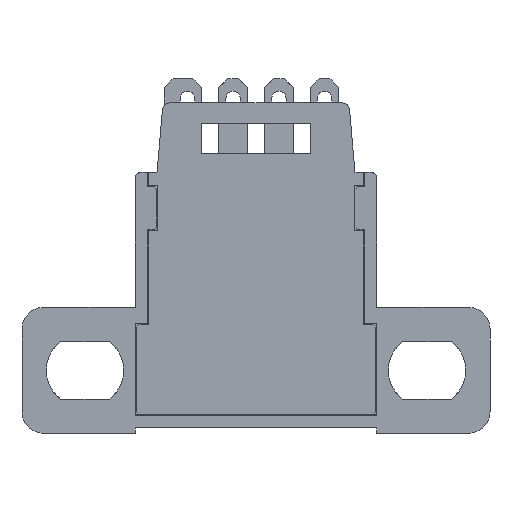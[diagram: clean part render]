
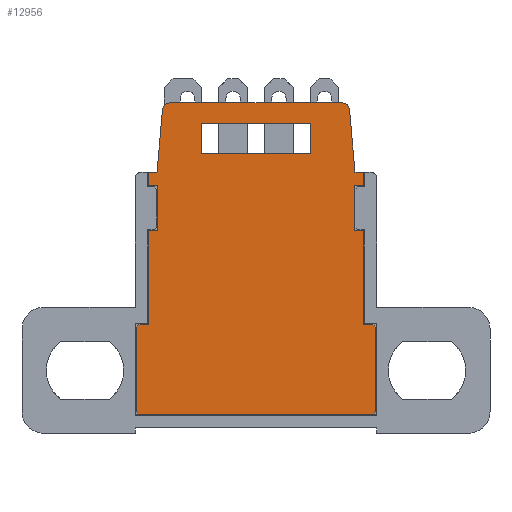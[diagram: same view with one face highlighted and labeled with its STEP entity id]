
A CAD part, front view. The second image highlights one B-rep face of the part: STEP entity #12956.
In plain terms, the highlighted planar face has unit normal (0, -1, 0).
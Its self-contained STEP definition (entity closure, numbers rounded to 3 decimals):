
#11903=CARTESIAN_POINT('',(4.797,-12.6,14.45));
#11904=DIRECTION('',(0.,1.,0.));
#11905=DIRECTION('',(0.,0.,1.));
#11906=AXIS2_PLACEMENT_3D('',#11903,#11904,#11905);
#11908=DIRECTION('',(0.087,0.,-0.996));
#11909=VECTOR('',#11908,3.498);
#11910=CARTESIAN_POINT('',(5.195,-12.6,14.485));
#11911=LINE('',#11910,#11909);
#11912=DIRECTION('',(0.707,0.,-0.707));
#11913=VECTOR('',#11912,0.212);
#11914=CARTESIAN_POINT('',(6.5,-12.6,2.55));
#11915=LINE('',#11914,#11913);
#11916=DIRECTION('',(-0.707,0.,-0.707));
#11917=VECTOR('',#11916,0.212);
#11918=CARTESIAN_POINT('',(6.65,-12.6,-2.29));
#11919=LINE('',#11918,#11917);
#11920=DIRECTION('',(-0.707,0.,0.707));
#11921=VECTOR('',#11920,0.212);
#11922=CARTESIAN_POINT('',(-6.5,-12.6,-2.44));
#11923=LINE('',#11922,#11921);
#11924=DIRECTION('',(0.707,0.,0.707));
#11925=VECTOR('',#11924,0.212);
#11926=CARTESIAN_POINT('',(-6.65,-12.6,2.4));
#11927=LINE('',#11926,#11925);
#11928=DIRECTION('',(0.087,0.,0.996));
#11929=VECTOR('',#11928,3.498);
#11930=CARTESIAN_POINT('',(-5.5,-12.6,11.));
#11931=LINE('',#11930,#11929);
#11932=CARTESIAN_POINT('',(-4.797,-12.6,14.45));
#11933=DIRECTION('',(0.,1.,0.));
#11934=DIRECTION('',(-0.996,0.,0.087));
#11935=AXIS2_PLACEMENT_3D('',#11932,#11933,#11934);
#11959=DIRECTION('',(-1.,0.,0.));
#11960=VECTOR('',#11959,9.593);
#11961=CARTESIAN_POINT('',(4.797,-12.6,14.85));
#11962=LINE('',#11961,#11960);
#11983=DIRECTION('',(-1.,0.,0.));
#11984=VECTOR('',#11983,0.47);
#11985=CARTESIAN_POINT('',(5.97,-12.6,11.));
#11986=LINE('',#11985,#11984);
#11991=DIRECTION('',(-1.,0.,0.));
#11992=VECTOR('',#11991,0.47);
#11993=CARTESIAN_POINT('',(-5.5,-12.6,11.));
#11994=LINE('',#11993,#11992);
#12011=DIRECTION('',(1.,0.,0.));
#12012=VECTOR('',#12011,0.52);
#12013=CARTESIAN_POINT('',(5.45,-12.6,10.25));
#12014=LINE('',#12013,#12012);
#12023=DIRECTION('',(1.,0.,0.));
#12024=VECTOR('',#12023,0.52);
#12025=CARTESIAN_POINT('',(-5.97,-12.6,10.25));
#12026=LINE('',#12025,#12024);
#12119=DIRECTION('',(0.,0.,1.));
#12120=VECTOR('',#12119,4.69);
#12121=CARTESIAN_POINT('',(6.65,-12.6,-2.29));
#12122=LINE('',#12121,#12120);
#12135=DIRECTION('',(-1.,0.,0.));
#12136=VECTOR('',#12135,0.53);
#12137=CARTESIAN_POINT('',(6.5,-12.6,2.55));
#12138=LINE('',#12137,#12136);
#12143=DIRECTION('',(0.,0.,1.));
#12144=VECTOR('',#12143,5.2);
#12145=CARTESIAN_POINT('',(5.97,-12.6,2.55));
#12146=LINE('',#12145,#12144);
#12163=DIRECTION('',(-1.,0.,0.));
#12164=VECTOR('',#12163,0.52);
#12165=CARTESIAN_POINT('',(5.97,-12.6,7.75));
#12166=LINE('',#12165,#12164);
#12251=DIRECTION('',(0.,0.,1.));
#12252=VECTOR('',#12251,2.5);
#12253=CARTESIAN_POINT('',(5.45,-12.6,7.75));
#12254=LINE('',#12253,#12252);
#12275=DIRECTION('',(1.,0.,0.));
#12276=VECTOR('',#12275,13.);
#12277=CARTESIAN_POINT('',(-6.5,-12.6,-2.44));
#12278=LINE('',#12277,#12276);
#12339=DIRECTION('',(0.,0.,-1.));
#12340=VECTOR('',#12339,4.69);
#12341=CARTESIAN_POINT('',(-6.65,-12.6,2.4));
#12342=LINE('',#12341,#12340);
#12363=DIRECTION('',(-1.,0.,0.));
#12364=VECTOR('',#12363,0.53);
#12365=CARTESIAN_POINT('',(-5.97,-12.6,2.55));
#12366=LINE('',#12365,#12364);
#12367=DIRECTION('',(0.,0.,-1.));
#12368=VECTOR('',#12367,5.2);
#12369=CARTESIAN_POINT('',(-5.97,-12.6,7.75));
#12370=LINE('',#12369,#12368);
#12379=DIRECTION('',(-1.,0.,0.));
#12380=VECTOR('',#12379,0.52);
#12381=CARTESIAN_POINT('',(-5.45,-12.6,7.75));
#12382=LINE('',#12381,#12380);
#12431=DIRECTION('',(0.,0.,-1.));
#12432=VECTOR('',#12431,2.5);
#12433=CARTESIAN_POINT('',(-5.45,-12.6,10.25));
#12434=LINE('',#12433,#12432);
#12535=DIRECTION('',(0.,0.,1.));
#12536=VECTOR('',#12535,0.75);
#12537=CARTESIAN_POINT('',(5.97,-12.6,10.25));
#12538=LINE('',#12537,#12536);
#12567=DIRECTION('',(0.,0.,-1.));
#12568=VECTOR('',#12567,0.75);
#12569=CARTESIAN_POINT('',(-5.97,-12.6,11.));
#12570=LINE('',#12569,#12568);
#12603=DIRECTION('',(-1.,0.,0.));
#12604=VECTOR('',#12603,6.1);
#12605=CARTESIAN_POINT('',(3.05,-12.6,12.05));
#12606=LINE('',#12605,#12604);
#12611=DIRECTION('',(0.,0.,1.));
#12612=VECTOR('',#12611,1.65);
#12613=CARTESIAN_POINT('',(-3.05,-12.6,12.05));
#12614=LINE('',#12613,#12612);
#12623=DIRECTION('',(1.,0.,0.));
#12624=VECTOR('',#12623,6.1);
#12625=CARTESIAN_POINT('',(-3.05,-12.6,13.7));
#12626=LINE('',#12625,#12624);
#12635=DIRECTION('',(0.,0.,-1.));
#12636=VECTOR('',#12635,1.65);
#12637=CARTESIAN_POINT('',(3.05,-12.6,13.7));
#12638=LINE('',#12637,#12636);
#12651=CARTESIAN_POINT('',(4.797,-12.6,14.85));
#12652=CARTESIAN_POINT('',(5.195,-12.6,14.485));
#12653=VERTEX_POINT('',#12651);
#12654=VERTEX_POINT('',#12652);
#12655=CARTESIAN_POINT('',(5.5,-12.6,11.));
#12656=VERTEX_POINT('',#12655);
#12657=CARTESIAN_POINT('',(6.5,-12.6,2.55));
#12658=CARTESIAN_POINT('',(6.65,-12.6,2.4));
#12659=VERTEX_POINT('',#12657);
#12660=VERTEX_POINT('',#12658);
#12661=CARTESIAN_POINT('',(6.65,-12.6,-2.29));
#12662=CARTESIAN_POINT('',(6.5,-12.6,-2.44));
#12663=VERTEX_POINT('',#12661);
#12664=VERTEX_POINT('',#12662);
#12665=CARTESIAN_POINT('',(-6.5,-12.6,-2.44));
#12666=CARTESIAN_POINT('',(-6.65,-12.6,-2.29));
#12667=VERTEX_POINT('',#12665);
#12668=VERTEX_POINT('',#12666);
#12669=CARTESIAN_POINT('',(-6.65,-12.6,2.4));
#12670=CARTESIAN_POINT('',(-6.5,-12.6,2.55));
#12671=VERTEX_POINT('',#12669);
#12672=VERTEX_POINT('',#12670);
#12673=CARTESIAN_POINT('',(-5.5,-12.6,11.));
#12674=CARTESIAN_POINT('',(-5.195,-12.6,14.485));
#12675=VERTEX_POINT('',#12673);
#12676=VERTEX_POINT('',#12674);
#12677=CARTESIAN_POINT('',(-4.797,-12.6,14.85));
#12678=VERTEX_POINT('',#12677);
#12693=CARTESIAN_POINT('',(5.97,-12.6,11.));
#12694=VERTEX_POINT('',#12693);
#12697=CARTESIAN_POINT('',(-5.97,-12.6,11.));
#12698=VERTEX_POINT('',#12697);
#12715=CARTESIAN_POINT('',(5.45,-12.6,10.25));
#12716=CARTESIAN_POINT('',(5.97,-12.6,10.25));
#12717=VERTEX_POINT('',#12715);
#12718=VERTEX_POINT('',#12716);
#12727=CARTESIAN_POINT('',(-5.97,-12.6,10.25));
#12728=CARTESIAN_POINT('',(-5.45,-12.6,10.25));
#12729=VERTEX_POINT('',#12727);
#12730=VERTEX_POINT('',#12728);
#12783=CARTESIAN_POINT('',(5.97,-12.6,2.55));
#12784=VERTEX_POINT('',#12783);
#12787=CARTESIAN_POINT('',(5.97,-12.6,7.75));
#12788=VERTEX_POINT('',#12787);
#12791=CARTESIAN_POINT('',(5.45,-12.6,7.75));
#12792=VERTEX_POINT('',#12791);
#12833=CARTESIAN_POINT('',(-5.97,-12.6,2.55));
#12834=VERTEX_POINT('',#12833);
#12835=CARTESIAN_POINT('',(-5.97,-12.6,7.75));
#12836=VERTEX_POINT('',#12835);
#12841=CARTESIAN_POINT('',(-5.45,-12.6,7.75));
#12842=VERTEX_POINT('',#12841);
#12879=CARTESIAN_POINT('',(3.05,-12.6,12.05));
#12880=CARTESIAN_POINT('',(-3.05,-12.6,12.05));
#12881=VERTEX_POINT('',#12879);
#12882=VERTEX_POINT('',#12880);
#12883=CARTESIAN_POINT('',(-3.05,-12.6,13.7));
#12884=VERTEX_POINT('',#12883);
#12885=CARTESIAN_POINT('',(3.05,-12.6,13.7));
#12886=VERTEX_POINT('',#12885);
#12887=CARTESIAN_POINT('',(0.,-12.6,6.205));
#12888=DIRECTION('',(0.,1.,0.));
#12889=DIRECTION('',(1.,0.,0.));
#12890=AXIS2_PLACEMENT_3D('',#12887,#12888,#12889);
#12891=PLANE('',#12890);
#12893=ORIENTED_EDGE('',*,*,#12892,.T.);
#12895=ORIENTED_EDGE('',*,*,#12894,.T.);
#12897=ORIENTED_EDGE('',*,*,#12896,.F.);
#12899=ORIENTED_EDGE('',*,*,#12898,.F.);
#12901=ORIENTED_EDGE('',*,*,#12900,.F.);
#12903=ORIENTED_EDGE('',*,*,#12902,.F.);
#12905=ORIENTED_EDGE('',*,*,#12904,.F.);
#12907=ORIENTED_EDGE('',*,*,#12906,.F.);
#12909=ORIENTED_EDGE('',*,*,#12908,.F.);
#12911=ORIENTED_EDGE('',*,*,#12910,.T.);
#12913=ORIENTED_EDGE('',*,*,#12912,.F.);
#12915=ORIENTED_EDGE('',*,*,#12914,.T.);
#12917=ORIENTED_EDGE('',*,*,#12916,.F.);
#12919=ORIENTED_EDGE('',*,*,#12918,.T.);
#12921=ORIENTED_EDGE('',*,*,#12920,.F.);
#12923=ORIENTED_EDGE('',*,*,#12922,.T.);
#12925=ORIENTED_EDGE('',*,*,#12924,.F.);
#12927=ORIENTED_EDGE('',*,*,#12926,.F.);
#12929=ORIENTED_EDGE('',*,*,#12928,.F.);
#12931=ORIENTED_EDGE('',*,*,#12930,.F.);
#12933=ORIENTED_EDGE('',*,*,#12932,.F.);
#12935=ORIENTED_EDGE('',*,*,#12934,.F.);
#12937=ORIENTED_EDGE('',*,*,#12936,.F.);
#12939=ORIENTED_EDGE('',*,*,#12938,.T.);
#12941=ORIENTED_EDGE('',*,*,#12940,.T.);
#12943=ORIENTED_EDGE('',*,*,#12942,.F.);
#12944=EDGE_LOOP('',(#12893,#12895,#12897,#12899,#12901,#12903,#12905,#12907,
#12909,#12911,#12913,#12915,#12917,#12919,#12921,#12923,#12925,#12927,#12929,
#12931,#12933,#12935,#12937,#12939,#12941,#12943));
#12945=FACE_OUTER_BOUND('',#12944,.F.);
#12947=ORIENTED_EDGE('',*,*,#12946,.F.);
#12949=ORIENTED_EDGE('',*,*,#12948,.F.);
#12951=ORIENTED_EDGE('',*,*,#12950,.F.);
#12953=ORIENTED_EDGE('',*,*,#12952,.F.);
#12954=EDGE_LOOP('',(#12947,#12949,#12951,#12953));
#12955=FACE_BOUND('',#12954,.F.);
#12956=ADVANCED_FACE('',(#12945,#12955),#12891,.F.);
#11907=CIRCLE('',#11906,0.4);
#11936=CIRCLE('',#11935,0.4);
#12892=EDGE_CURVE('',#12653,#12654,#11907,.T.);
#12894=EDGE_CURVE('',#12654,#12656,#11911,.T.);
#12896=EDGE_CURVE('',#12694,#12656,#11986,.T.);
#12898=EDGE_CURVE('',#12718,#12694,#12538,.T.);
#12900=EDGE_CURVE('',#12717,#12718,#12014,.T.);
#12902=EDGE_CURVE('',#12792,#12717,#12254,.T.);
#12904=EDGE_CURVE('',#12788,#12792,#12166,.T.);
#12906=EDGE_CURVE('',#12784,#12788,#12146,.T.);
#12908=EDGE_CURVE('',#12659,#12784,#12138,.T.);
#12910=EDGE_CURVE('',#12659,#12660,#11915,.T.);
#12912=EDGE_CURVE('',#12663,#12660,#12122,.T.);
#12914=EDGE_CURVE('',#12663,#12664,#11919,.T.);
#12916=EDGE_CURVE('',#12667,#12664,#12278,.T.);
#12918=EDGE_CURVE('',#12667,#12668,#11923,.T.);
#12920=EDGE_CURVE('',#12671,#12668,#12342,.T.);
#12922=EDGE_CURVE('',#12671,#12672,#11927,.T.);
#12924=EDGE_CURVE('',#12834,#12672,#12366,.T.);
#12926=EDGE_CURVE('',#12836,#12834,#12370,.T.);
#12928=EDGE_CURVE('',#12842,#12836,#12382,.T.);
#12930=EDGE_CURVE('',#12730,#12842,#12434,.T.);
#12932=EDGE_CURVE('',#12729,#12730,#12026,.T.);
#12934=EDGE_CURVE('',#12698,#12729,#12570,.T.);
#12936=EDGE_CURVE('',#12675,#12698,#11994,.T.);
#12938=EDGE_CURVE('',#12675,#12676,#11931,.T.);
#12940=EDGE_CURVE('',#12676,#12678,#11936,.T.);
#12942=EDGE_CURVE('',#12653,#12678,#11962,.T.);
#12946=EDGE_CURVE('',#12881,#12882,#12606,.T.);
#12948=EDGE_CURVE('',#12886,#12881,#12638,.T.);
#12950=EDGE_CURVE('',#12884,#12886,#12626,.T.);
#12952=EDGE_CURVE('',#12882,#12884,#12614,.T.);
